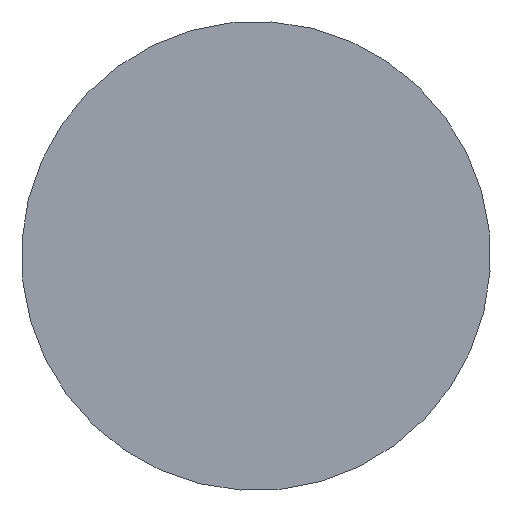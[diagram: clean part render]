
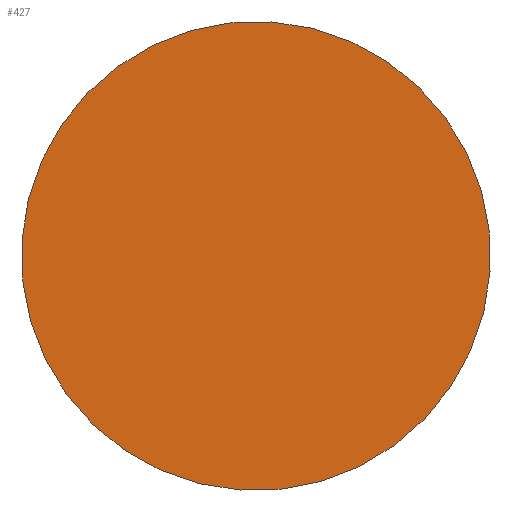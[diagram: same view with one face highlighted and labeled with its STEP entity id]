
A CAD part, front view. The second image highlights one B-rep face of the part: STEP entity #427.
In plain terms, the highlighted planar face has unit normal (0, -1, 0).
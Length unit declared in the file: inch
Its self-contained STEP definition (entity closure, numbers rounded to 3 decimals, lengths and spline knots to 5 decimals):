
#107=FACE_OUTER_BOUND('',#142,.T.);
#142=EDGE_LOOP('',(#290));
#182=CIRCLE('',#471,1.5);
#200=VERTEX_POINT('',#663);
#236=EDGE_CURVE('',#200,#200,#182,.T.);
#290=ORIENTED_EDGE('',*,*,#236,.T.);
#380=PLANE('',#472);
#427=ADVANCED_FACE('',(#107),#380,.T.);
#471=AXIS2_PLACEMENT_3D('',#664,#538,#539);
#472=AXIS2_PLACEMENT_3D('',#665,#540,#541);
#538=DIRECTION('center_axis',(0.,-1.,0.));
#539=DIRECTION('ref_axis',(0.44,0.,-0.898));
#540=DIRECTION('center_axis',(0.,-1.,0.));
#541=DIRECTION('ref_axis',(0.44,0.,-0.898));
#663=CARTESIAN_POINT('',(0.66064,0.,-1.34668));
#664=CARTESIAN_POINT('Origin',(0.,0.,
0.));
#665=CARTESIAN_POINT('Origin',(0.6166,0.,
-1.2569));
